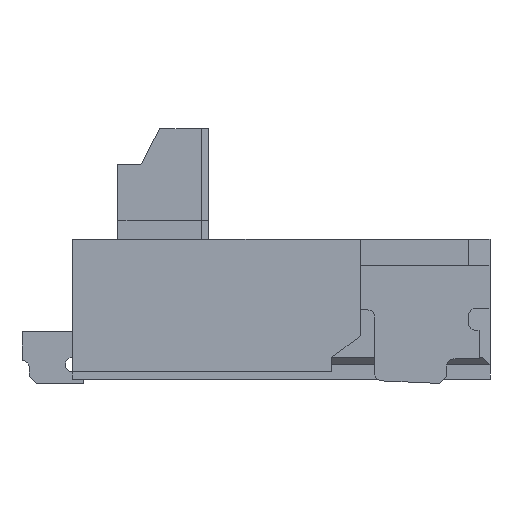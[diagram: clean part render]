
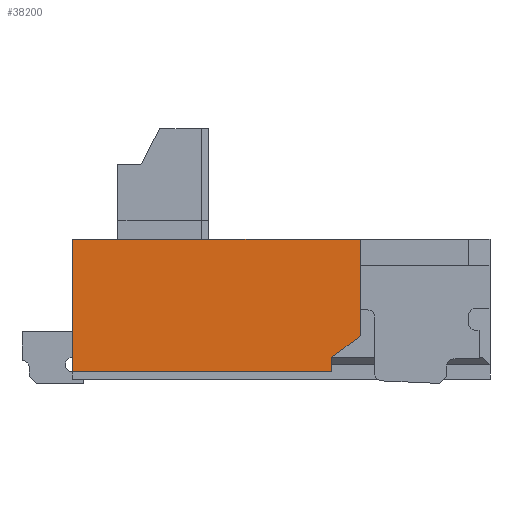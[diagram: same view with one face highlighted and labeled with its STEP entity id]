
A CAD part, left-side view. The second image highlights one B-rep face of the part: STEP entity #38200.
In plain terms, the highlighted face is planar.
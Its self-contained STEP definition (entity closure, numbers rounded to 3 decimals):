
#22590=CARTESIAN_POINT('',(0.108,2.788,4.77));
#22600=VERTEX_POINT('',#22590);
#22630=CARTESIAN_POINT('',(0.108,0.788,4.77));
#22640=DIRECTION('',(0.,1.,0.));
#22650=VECTOR('',#22640,1.);
#22660=LINE('',#22630,#22650);
#22670=CARTESIAN_POINT('',(0.108,0.788,4.77));
#22680=VERTEX_POINT('',#22670);
#22690=EDGE_CURVE('',#22680,#22600,#22660,.T.);
#28840=CARTESIAN_POINT('',(0.108,0.788,4.77));
#28850=DIRECTION('',(-1.,0.,0.));
#28860=VECTOR('',#28850,1.);
#28870=LINE('',#28840,#28860);
#28880=CARTESIAN_POINT('',(-0.812,0.788,4.77));
#28890=VERTEX_POINT('',#28880);
#28900=EDGE_CURVE('',#22680,#28890,#28870,.T.);
#37730=CARTESIAN_POINT('',(-0.812,2.588,4.77));
#37740=VERTEX_POINT('',#37730);
#37790=CARTESIAN_POINT('',(-0.812,2.588,4.77));
#37800=DIRECTION('',(0.,-1.,0.));
#37810=VECTOR('',#37800,1.);
#37820=LINE('',#37790,#37810);
#37830=EDGE_CURVE('',#37740,#28890,#37820,.T.);
#37880=CARTESIAN_POINT('',(-0.05,1.094,4.77));
#37890=DIRECTION('',(0.,0.,1.));
#37900=DIRECTION('',(0.,-1.,0.));
#37910=AXIS2_PLACEMENT_3D('',#37880,#37890,#37900);
#37920=PLANE('',#37910);
#37930=ORIENTED_EDGE('',*,*,#22690,.F.);
#37940=CARTESIAN_POINT('',(0.108,2.788,4.77));
#37950=DIRECTION('',(-1.,0.,0.));
#37960=VECTOR('',#37950,1.);
#37970=LINE('',#37940,#37960);
#37980=CARTESIAN_POINT('',(-0.562,2.788,4.77));
#37990=VERTEX_POINT('',#37980);
#38000=EDGE_CURVE('',#22600,#37990,#37970,.T.);
#38010=ORIENTED_EDGE('',*,*,#38000,.F.);
#38020=CARTESIAN_POINT('',(-0.712,2.588,4.77));
#38030=DIRECTION('',(0.6,0.8,0.));
#38040=VECTOR('',#38030,1.);
#38050=LINE('',#38020,#38040);
#38060=CARTESIAN_POINT('',(-0.712,2.588,4.77));
#38070=VERTEX_POINT('',#38060);
#38080=EDGE_CURVE('',#38070,#37990,#38050,.T.);
#38090=ORIENTED_EDGE('',*,*,#38080,.T.);
#38100=CARTESIAN_POINT('',(-0.812,2.588,4.77));
#38110=DIRECTION('',(1.,0.,0.));
#38120=VECTOR('',#38110,1.);
#38130=LINE('',#38100,#38120);
#38140=EDGE_CURVE('',#37740,#38070,#38130,.T.);
#38150=ORIENTED_EDGE('',*,*,#38140,.T.);
#38160=ORIENTED_EDGE('',*,*,#37830,.F.);
#38170=ORIENTED_EDGE('',*,*,#28900,.T.);
#38180=EDGE_LOOP('',(#38170,#38160,#38150,#38090,#38010,#37930));
#38190=FACE_OUTER_BOUND('',#38180,.T.);
#38200=ADVANCED_FACE('',(#38190),#37920,.F.);
